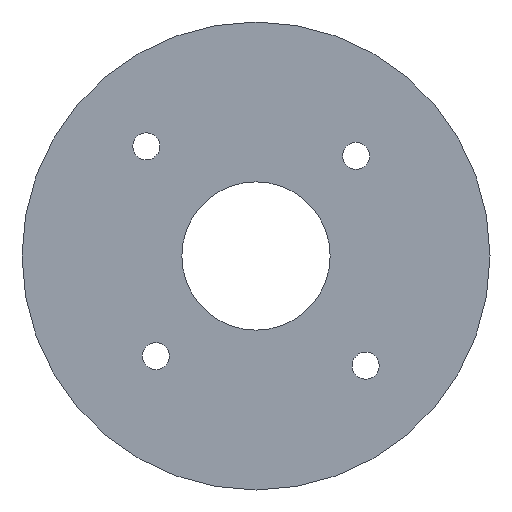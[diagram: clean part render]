
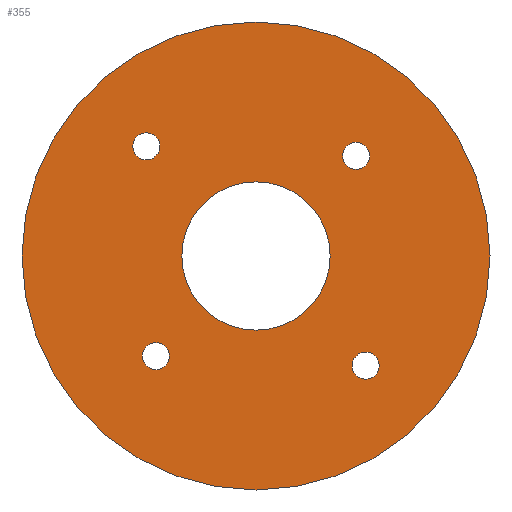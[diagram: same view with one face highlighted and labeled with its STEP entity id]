
A CAD part, front view. The second image highlights one B-rep face of the part: STEP entity #355.
In plain terms, the highlighted planar face has unit normal (0, -1, 0).
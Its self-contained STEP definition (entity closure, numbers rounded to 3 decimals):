
#4 = FACE_BOUND ( 'NONE', #453, .T. ) ;
#7 = ORIENTED_EDGE ( 'NONE', *, *, #127, .T. ) ;
#10 = AXIS2_PLACEMENT_3D ( 'NONE', #104, #237, #161 ) ;
#33 = CARTESIAN_POINT ( 'NONE',  ( 0., 0., 0. ) ) ;
#35 = AXIS2_PLACEMENT_3D ( 'NONE', #419, #799, #678 ) ;
#61 = VERTEX_POINT ( 'NONE', #599 ) ;
#63 = CIRCLE ( 'NONE', #323, 17.35 ) ;
#66 = CARTESIAN_POINT ( 'NONE',  ( 0., 0., 0. ) ) ;
#74 = CARTESIAN_POINT ( 'NONE',  ( -8.132, 0., 8.132 ) ) ;
#78 = EDGE_CURVE ( 'NONE', #641, #61, #146, .T. ) ;
#81 = ORIENTED_EDGE ( 'NONE', *, *, #118, .F. ) ;
#97 = AXIS2_PLACEMENT_3D ( 'NONE', #149, #216, #409 ) ;
#104 = CARTESIAN_POINT ( 'NONE',  ( -8.132, 0., 8.132 ) ) ;
#113 = ORIENTED_EDGE ( 'NONE', *, *, #371, .F. ) ;
#118 = EDGE_CURVE ( 'NONE', #704, #452, #138, .T. ) ;
#123 = VERTEX_POINT ( 'NONE', #693 ) ;
#127 = EDGE_CURVE ( 'NONE', #773, #425, #611, .T. ) ;
#133 = DIRECTION ( 'NONE',  ( 0., 1., 0. ) ) ;
#138 = CIRCLE ( 'NONE', #219, 17.35 ) ;
#139 = EDGE_CURVE ( 'NONE', #439, #539, #247, .T. ) ;
#141 = AXIS2_PLACEMENT_3D ( 'NONE', #195, #400, #190 ) ;
#145 = CARTESIAN_POINT ( 'NONE',  ( 0., 0., -17.35 ) ) ;
#146 = CIRCLE ( 'NONE', #802, 5.5 ) ;
#149 = CARTESIAN_POINT ( 'NONE',  ( 0., 0., 0. ) ) ;
#161 = DIRECTION ( 'NONE',  ( 0., 0., 1. ) ) ;
#176 = ORIENTED_EDGE ( 'NONE', *, *, #379, .T. ) ;
#178 = CARTESIAN_POINT ( 'NONE',  ( 7.425, 0., 7.425 ) ) ;
#180 = EDGE_LOOP ( 'NONE', ( #369, #187 ) ) ;
#186 = EDGE_CURVE ( 'NONE', #581, #123, #584, .T. ) ;
#187 = ORIENTED_EDGE ( 'NONE', *, *, #762, .T. ) ;
#190 = DIRECTION ( 'NONE',  ( 0., 0., 1. ) ) ;
#191 = EDGE_CURVE ( 'NONE', #390, #553, #796, .T. ) ;
#195 = CARTESIAN_POINT ( 'NONE',  ( 8.132, 0., -8.132 ) ) ;
#197 = EDGE_LOOP ( 'NONE', ( #113, #81 ) ) ;
#198 = DIRECTION ( 'NONE',  ( 0., 0., 1. ) ) ;
#205 = CARTESIAN_POINT ( 'NONE',  ( 7.425, 0., 8.425 ) ) ;
#216 = DIRECTION ( 'NONE',  ( 0., 1., 0. ) ) ;
#219 = AXIS2_PLACEMENT_3D ( 'NONE', #228, #368, #232 ) ;
#228 = CARTESIAN_POINT ( 'NONE',  ( 0., 0., 0. ) ) ;
#232 = DIRECTION ( 'NONE',  ( 0., 0., 1. ) ) ;
#237 = DIRECTION ( 'NONE',  ( 0., 1., 0. ) ) ;
#239 = ORIENTED_EDGE ( 'NONE', *, *, #703, .T. ) ;
#246 = ORIENTED_EDGE ( 'NONE', *, *, #530, .T. ) ;
#247 = CIRCLE ( 'NONE', #696, 1. ) ;
#277 = CARTESIAN_POINT ( 'NONE',  ( 7.425, 0., 6.425 ) ) ;
#297 = DIRECTION ( 'NONE',  ( 0., 1., 0. ) ) ;
#307 = CARTESIAN_POINT ( 'NONE',  ( 8.132, 0., -8.132 ) ) ;
#312 = CARTESIAN_POINT ( 'NONE',  ( -7.425, 0., -7.425 ) ) ;
#316 = EDGE_CURVE ( 'NONE', #123, #581, #397, .T. ) ;
#318 = DIRECTION ( 'NONE',  ( 0., 0., 1. ) ) ;
#323 = AXIS2_PLACEMENT_3D ( 'NONE', #66, #133, #318 ) ;
#349 = ORIENTED_EDGE ( 'NONE', *, *, #78, .T. ) ;
#355 = ADVANCED_FACE ( 'NONE', ( #590, #780, #510, #4, #653, #713 ), #717, .F. ) ;
#359 = DIRECTION ( 'NONE',  ( 0., 1., 0. ) ) ;
#364 = CARTESIAN_POINT ( 'NONE',  ( 7.425, 0., 7.425 ) ) ;
#366 = ORIENTED_EDGE ( 'NONE', *, *, #186, .T. ) ;
#367 = DIRECTION ( 'NONE',  ( 0., 0., 1. ) ) ;
#368 = DIRECTION ( 'NONE',  ( 0., 1., 0. ) ) ;
#369 = ORIENTED_EDGE ( 'NONE', *, *, #191, .T. ) ;
#370 = CARTESIAN_POINT ( 'NONE',  ( 0., 0., 17.35 ) ) ;
#371 = EDGE_CURVE ( 'NONE', #452, #704, #63, .T. ) ;
#379 = EDGE_CURVE ( 'NONE', #425, #773, #466, .T. ) ;
#389 = AXIS2_PLACEMENT_3D ( 'NONE', #74, #776, #451 ) ;
#390 = VERTEX_POINT ( 'NONE', #640 ) ;
#397 = CIRCLE ( 'NONE', #141, 1. ) ;
#400 = DIRECTION ( 'NONE',  ( 0., 1., 0. ) ) ;
#409 = DIRECTION ( 'NONE',  ( 0., 0., 1. ) ) ;
#411 = AXIS2_PLACEMENT_3D ( 'NONE', #312, #564, #757 ) ;
#419 = CARTESIAN_POINT ( 'NONE',  ( -7.425, 0., -7.425 ) ) ;
#425 = VERTEX_POINT ( 'NONE', #600 ) ;
#433 = DIRECTION ( 'NONE',  ( 0., 0., 1. ) ) ;
#439 = VERTEX_POINT ( 'NONE', #277 ) ;
#450 = AXIS2_PLACEMENT_3D ( 'NONE', #178, #567, #367 ) ;
#451 = DIRECTION ( 'NONE',  ( 0., 0., 1. ) ) ;
#452 = VERTEX_POINT ( 'NONE', #145 ) ;
#453 = EDGE_LOOP ( 'NONE', ( #517, #366 ) ) ;
#466 = CIRCLE ( 'NONE', #389, 1. ) ;
#510 = FACE_BOUND ( 'NONE', #604, .T. ) ;
#517 = ORIENTED_EDGE ( 'NONE', *, *, #316, .T. ) ;
#520 = DIRECTION ( 'NONE',  ( 0., 1., 0. ) ) ;
#530 = EDGE_CURVE ( 'NONE', #61, #641, #822, .T. ) ;
#539 = VERTEX_POINT ( 'NONE', #205 ) ;
#540 = CARTESIAN_POINT ( 'NONE',  ( -7.425, 0., -8.425 ) ) ;
#546 = DIRECTION ( 'NONE',  ( 0., 0., 1. ) ) ;
#553 = VERTEX_POINT ( 'NONE', #540 ) ;
#564 = DIRECTION ( 'NONE',  ( 0., 1., 0. ) ) ;
#567 = DIRECTION ( 'NONE',  ( 0., 1., 0. ) ) ;
#581 = VERTEX_POINT ( 'NONE', #679 ) ;
#584 = CIRCLE ( 'NONE', #826, 1. ) ;
#590 = FACE_BOUND ( 'NONE', #180, .T. ) ;
#599 = CARTESIAN_POINT ( 'NONE',  ( 0., 0., -5.5 ) ) ;
#600 = CARTESIAN_POINT ( 'NONE',  ( -8.132, 0., 9.132 ) ) ;
#604 = EDGE_LOOP ( 'NONE', ( #239, #685 ) ) ;
#609 = DIRECTION ( 'NONE',  ( 0., 1., 0. ) ) ;
#611 = CIRCLE ( 'NONE', #10, 1. ) ;
#620 = CARTESIAN_POINT ( 'NONE',  ( 0., 0., 5.5 ) ) ;
#640 = CARTESIAN_POINT ( 'NONE',  ( -7.425, 0., -6.425 ) ) ;
#641 = VERTEX_POINT ( 'NONE', #620 ) ;
#644 = CARTESIAN_POINT ( 'NONE',  ( 0., 0., 0. ) ) ;
#646 = EDGE_LOOP ( 'NONE', ( #176, #7 ) ) ;
#653 = FACE_OUTER_BOUND ( 'NONE', #197, .T. ) ;
#674 = DIRECTION ( 'NONE',  ( 0., 0., 1. ) ) ;
#678 = DIRECTION ( 'NONE',  ( 0., 0., 1. ) ) ;
#679 = CARTESIAN_POINT ( 'NONE',  ( 8.132, 0., -9.132 ) ) ;
#685 = ORIENTED_EDGE ( 'NONE', *, *, #139, .T. ) ;
#693 = CARTESIAN_POINT ( 'NONE',  ( 8.132, 0., -7.132 ) ) ;
#696 = AXIS2_PLACEMENT_3D ( 'NONE', #364, #359, #433 ) ;
#698 = CIRCLE ( 'NONE', #450, 1. ) ;
#703 = EDGE_CURVE ( 'NONE', #539, #439, #698, .T. ) ;
#704 = VERTEX_POINT ( 'NONE', #370 ) ;
#713 = FACE_BOUND ( 'NONE', #810, .T. ) ;
#717 = PLANE ( 'NONE',  #818 ) ;
#749 = CARTESIAN_POINT ( 'NONE',  ( -8.132, 0., 7.132 ) ) ;
#757 = DIRECTION ( 'NONE',  ( 0., 0., 1. ) ) ;
#762 = EDGE_CURVE ( 'NONE', #553, #390, #771, .T. ) ;
#771 = CIRCLE ( 'NONE', #411, 1. ) ;
#773 = VERTEX_POINT ( 'NONE', #749 ) ;
#776 = DIRECTION ( 'NONE',  ( 0., 1., 0. ) ) ;
#780 = FACE_BOUND ( 'NONE', #646, .T. ) ;
#796 = CIRCLE ( 'NONE', #35, 1. ) ;
#799 = DIRECTION ( 'NONE',  ( 0., 1., 0. ) ) ;
#802 = AXIS2_PLACEMENT_3D ( 'NONE', #33, #297, #674 ) ;
#810 = EDGE_LOOP ( 'NONE', ( #246, #349 ) ) ;
#818 = AXIS2_PLACEMENT_3D ( 'NONE', #644, #520, #198 ) ;
#822 = CIRCLE ( 'NONE', #97, 5.5 ) ;
#826 = AXIS2_PLACEMENT_3D ( 'NONE', #307, #609, #546 ) ;
